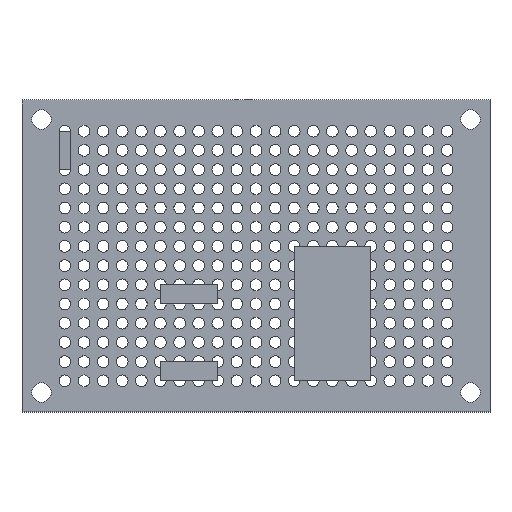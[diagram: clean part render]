
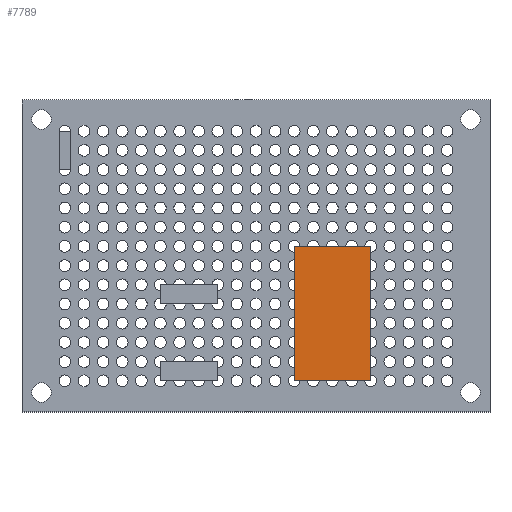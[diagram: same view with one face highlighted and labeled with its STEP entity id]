
A CAD part, top view. The second image highlights one B-rep face of the part: STEP entity #7789.
In plain terms, the highlighted planar face has unit normal (0, 0, 1).
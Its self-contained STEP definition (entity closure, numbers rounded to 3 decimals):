
#1561=FACE_OUTER_BOUND('',#2187,.T.);
#2187=EDGE_LOOP('',(#5965,#5966,#5967,#5968));
#2898=LINE('',#12529,#3334);
#2900=LINE('',#12533,#3336);
#2903=LINE('',#12538,#3339);
#2905=LINE('',#12541,#3341);
#3334=VECTOR('',#10034,10.);
#3336=VECTOR('',#10038,10.);
#3339=VECTOR('',#10043,10.);
#3341=VECTOR('',#10047,10.);
#4057=VERTEX_POINT('',#12526);
#4058=VERTEX_POINT('',#12528);
#4059=VERTEX_POINT('',#12532);
#4060=VERTEX_POINT('',#12537);
#4801=EDGE_CURVE('',#4058,#4057,#2898,.T.);
#4803=EDGE_CURVE('',#4059,#4058,#2900,.T.);
#4806=EDGE_CURVE('',#4060,#4059,#2903,.T.);
#4808=EDGE_CURVE('',#4057,#4060,#2905,.T.);
#5965=ORIENTED_EDGE('',*,*,#4808,.T.);
#5966=ORIENTED_EDGE('',*,*,#4806,.T.);
#5967=ORIENTED_EDGE('',*,*,#4803,.T.);
#5968=ORIENTED_EDGE('',*,*,#4801,.T.);
#7704=PLANE('',#8526);
#7789=ADVANCED_FACE('',(#1561),#7704,.T.);
#8526=AXIS2_PLACEMENT_3D('',#12542,#10048,#10049);
#10034=DIRECTION('',(0.,1.,0.));
#10038=DIRECTION('',(1.,0.,0.));
#10043=DIRECTION('',(0.,-1.,0.));
#10047=DIRECTION('',(-1.,0.,0.));
#10048=DIRECTION('center_axis',(0.,0.,1.));
#10049=DIRECTION('ref_axis',(1.,0.,0.));
#12526=CARTESIAN_POINT('',(14.7,1.231,5.5));
#12528=CARTESIAN_POINT('',(14.7,-16.,5.5));
#12529=CARTESIAN_POINT('',(14.7,1.231,5.5));
#12532=CARTESIAN_POINT('',(4.9,-16.,5.5));
#12533=CARTESIAN_POINT('',(14.7,-16.,5.5));
#12537=CARTESIAN_POINT('',(4.9,1.231,5.5));
#12538=CARTESIAN_POINT('',(4.9,-16.,5.5));
#12541=CARTESIAN_POINT('',(4.9,1.231,5.5));
#12542=CARTESIAN_POINT('Origin',(9.8,-7.385,5.5));
